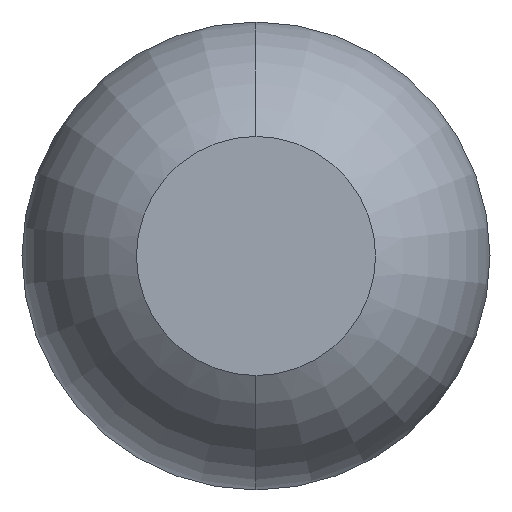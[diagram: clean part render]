
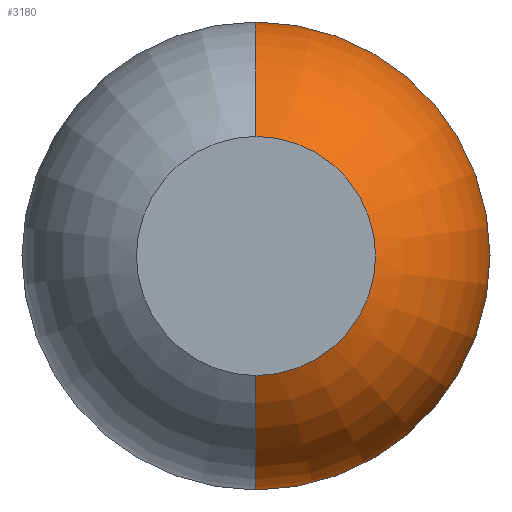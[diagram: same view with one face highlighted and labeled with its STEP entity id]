
A CAD part, front view. The second image highlights one B-rep face of the part: STEP entity #3180.
In plain terms, the highlighted toroidal (fillet/blend) face has major radius 0.035 mm and minor radius 0.65 mm.
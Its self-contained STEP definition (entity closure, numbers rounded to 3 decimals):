
#59 = ORIENTED_EDGE ( 'NONE', *, *, #4112, .T. ) ;
#190 = CIRCLE ( 'NONE', #1660, 0.35 ) ;
#455 = CARTESIAN_POINT ( 'NONE',  ( 0., -24.431, 0. ) ) ;
#508 = TOROIDAL_SURFACE ( 'NONE', #2472, 0.035, 0.65 ) ;
#799 = DIRECTION ( 'NONE',  ( 0., -1., 0. ) ) ;
#864 = DIRECTION ( 'NONE',  ( 1., 0., 0. ) ) ;
#897 = ORIENTED_EDGE ( 'NONE', *, *, #2615, .F. ) ;
#1153 = DIRECTION ( 'NONE',  ( 0., 0., -1. ) ) ;
#1167 = EDGE_CURVE ( 'NONE', #3270, #2870, #1976, .T. ) ;
#1245 = VERTEX_POINT ( 'NONE', #3583 ) ;
#1622 = EDGE_LOOP ( 'NONE', ( #59, #4280, #3352, #897 ) ) ;
#1623 = DIRECTION ( 'NONE',  ( 0., 0., 1. ) ) ;
#1660 = AXIS2_PLACEMENT_3D ( 'NONE', #3019, #4042, #3319 ) ;
#1672 = CARTESIAN_POINT ( 'NONE',  ( 0., -24.431, -0.035 ) ) ;
#1690 = AXIS2_PLACEMENT_3D ( 'NONE', #1672, #4098, #1623 ) ;
#1704 = FACE_OUTER_BOUND ( 'NONE', #1622, .T. ) ;
#1933 = DIRECTION ( 'NONE',  ( 0., 0., -1. ) ) ;
#1950 = DIRECTION ( 'NONE',  ( 0., -1., 0. ) ) ;
#1972 = CIRCLE ( 'NONE', #2652, 0.685 ) ;
#1976 = CIRCLE ( 'NONE', #2543, 0.65 ) ;
#1994 = VERTEX_POINT ( 'NONE', #2873 ) ;
#2233 = CARTESIAN_POINT ( 'NONE',  ( 0., -24.431, 0.035 ) ) ;
#2472 = AXIS2_PLACEMENT_3D ( 'NONE', #455, #799, #1933 ) ;
#2543 = AXIS2_PLACEMENT_3D ( 'NONE', #2233, #864, #1153 ) ;
#2615 = EDGE_CURVE ( 'NONE', #1245, #1994, #4366, .T. ) ;
#2652 = AXIS2_PLACEMENT_3D ( 'NONE', #4027, #1950, #3321 ) ;
#2870 = VERTEX_POINT ( 'NONE', #3737 ) ;
#2873 = CARTESIAN_POINT ( 'NONE',  ( 0., -25., -0.35 ) ) ;
#3019 = CARTESIAN_POINT ( 'NONE',  ( 0., -25., 0. ) ) ;
#3180 = ADVANCED_FACE ( 'Defeature ausgef�hrt1_4', ( #1704 ), #508, .T. ) ;
#3270 = VERTEX_POINT ( 'NONE', #3284 ) ;
#3284 = CARTESIAN_POINT ( 'NONE',  ( 0., -24.431, 0.685 ) ) ;
#3319 = DIRECTION ( 'NONE',  ( 0., 0., -1. ) ) ;
#3321 = DIRECTION ( 'NONE',  ( 0., 0., -1. ) ) ;
#3352 = ORIENTED_EDGE ( 'NONE', *, *, #4471, .F. ) ;
#3583 = CARTESIAN_POINT ( 'NONE',  ( 0., -24.431, -0.685 ) ) ;
#3737 = CARTESIAN_POINT ( 'NONE',  ( 0., -25., 0.35 ) ) ;
#4027 = CARTESIAN_POINT ( 'NONE',  ( 0., -24.431, 0. ) ) ;
#4042 = DIRECTION ( 'NONE',  ( 0., -1., 0. ) ) ;
#4098 = DIRECTION ( 'NONE',  ( -1., 0., 0. ) ) ;
#4112 = EDGE_CURVE ( 'Defeature ausgef�hrt1_4+Defeature ausgef�hrt1_5+Defeature ausgef�hrt1_5+Defeature ausgef�hrt1_5', #1245, #3270, #1972, .T. ) ;
#4280 = ORIENTED_EDGE ( 'NONE', *, *, #1167, .T. ) ;
#4366 = CIRCLE ( 'NONE', #1690, 0.65 ) ;
#4471 = EDGE_CURVE ( 'Defeature ausgef�hrt1_22+Defeature ausgef�hrt1_4+Defeature ausgef�hrt1_4+Defeature ausgef�hrt1_4', #1994, #2870, #190, .T. ) ;
